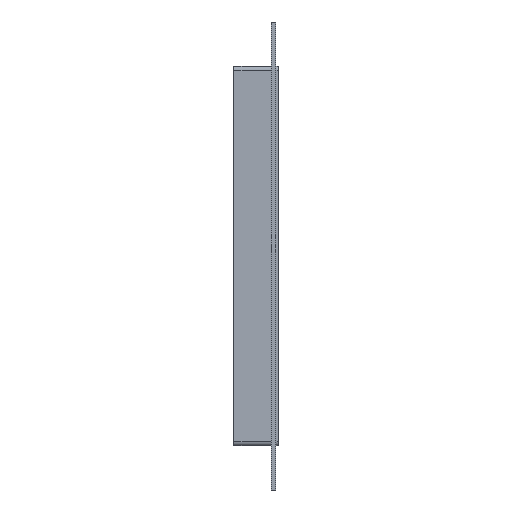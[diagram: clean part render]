
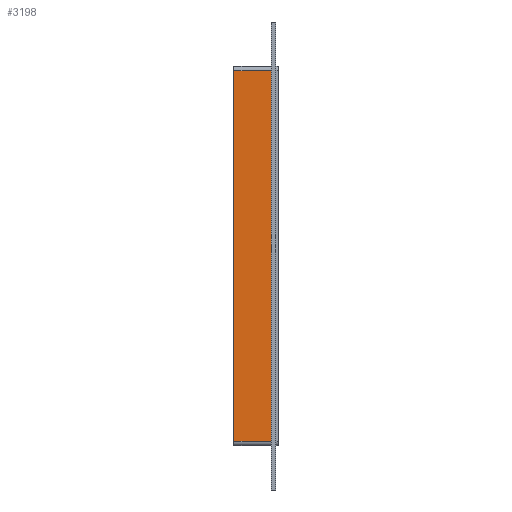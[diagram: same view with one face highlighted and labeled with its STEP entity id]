
A CAD part, left-side view. The second image highlights one B-rep face of the part: STEP entity #3198.
In plain terms, the highlighted planar face has unit normal (-1, 0, 0).
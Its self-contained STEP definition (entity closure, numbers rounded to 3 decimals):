
#1394=CARTESIAN_POINT('',(-262.,57.0,-251.25));
#1395=VERTEX_POINT('',#1394);
#1403=CARTESIAN_POINT('',(-262.,57.0,251.25));
#1404=VERTEX_POINT('',#1403);
#1405=CARTESIAN_POINT('',(-262.,57.0,-251.25));
#1406=DIRECTION('',(0.0,0.0,1.0));
#1407=VECTOR('',#1406,502.5);
#1408=LINE('',#1405,#1407);
#1409=EDGE_CURVE('',#1395,#1404,#1408,.T.);
#2625=CARTESIAN_POINT('',(-262.,6.,-251.25));
#2626=VERTEX_POINT('',#2625);
#2676=CARTESIAN_POINT('',(-262.,6.,251.25));
#2677=VERTEX_POINT('',#2676);
#2685=CARTESIAN_POINT('',(-262.,6.,-251.25));
#2686=DIRECTION('',(0.0,0.0,1.0));
#2687=VECTOR('',#2686,502.5);
#2688=LINE('',#2685,#2687);
#2689=EDGE_CURVE('',#2626,#2677,#2688,.T.);
#3171=CARTESIAN_POINT('',(-262.,6.,-251.25));
#3172=DIRECTION('',(0.0,1.0,0.0));
#3173=VECTOR('',#3172,51.0);
#3174=LINE('',#3171,#3173);
#3175=EDGE_CURVE('',#2626,#1395,#3174,.T.);
#3182=CARTESIAN_POINT('',(-262.,0.0,-257.25));
#3183=DIRECTION('',(-1.0,0.0,0.0));
#3184=DIRECTION('',(0.0,0.0,1.0));
#3185=AXIS2_PLACEMENT_3D('',#3182,#3183,#3184);
#3186=PLANE('',#3185);
#3187=ORIENTED_EDGE('',*,*,#2689,.T.);
#3188=CARTESIAN_POINT('',(-262.,57.0,251.25));
#3189=DIRECTION('',(0.0,-1.0,0.0));
#3190=VECTOR('',#3189,51.0);
#3191=LINE('',#3188,#3190);
#3192=EDGE_CURVE('',#1404,#2677,#3191,.T.);
#3193=ORIENTED_EDGE('',*,*,#3192,.F.);
#3194=ORIENTED_EDGE('',*,*,#1409,.F.);
#3195=ORIENTED_EDGE('',*,*,#3175,.F.);
#3196=EDGE_LOOP('',(#3187,#3193,#3194,#3195));
#3197=FACE_OUTER_BOUND('',#3196,.T.);
#3198=ADVANCED_FACE('',(#3197),#3186,.T.);
